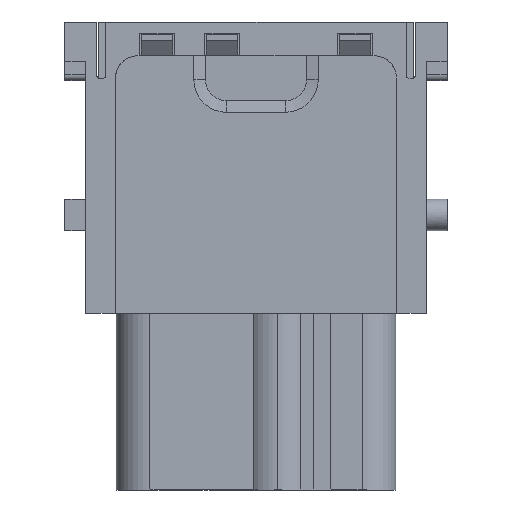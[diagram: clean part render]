
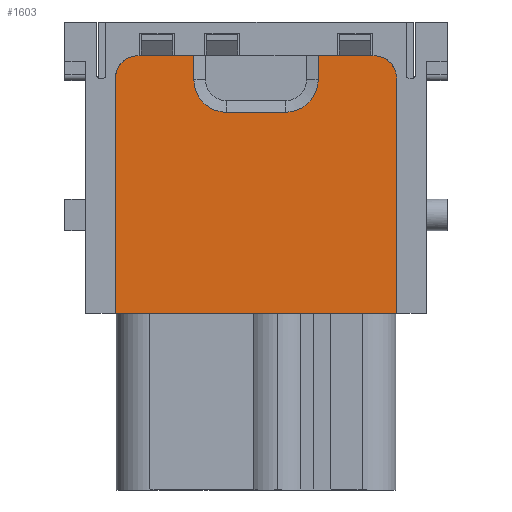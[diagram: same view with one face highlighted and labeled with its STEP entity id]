
A CAD part, left-side view. The second image highlights one B-rep face of the part: STEP entity #1603.
In plain terms, the highlighted planar face has unit normal (-1, 0, 0).
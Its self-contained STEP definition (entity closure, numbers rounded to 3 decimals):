
#1462=AXIS2_PLACEMENT_3D('Plane Axis2P3D',#1459,#1460,#1461) ;
#1466=AXIS2_PLACEMENT_3D('Circle Axis2P3D',#1464,#1465,$) ;
#1570=AXIS2_PLACEMENT_3D('Circle Axis2P3D',#1568,#1569,$) ;
#76=CARTESIAN_POINT('Line Origine',(0.02,17.,15.7)) ;
#80=CARTESIAN_POINT('Vertex',(0.02,4.5,15.7)) ;
#82=CARTESIAN_POINT('Vertex',(0.02,29.5,15.7)) ;
#1459=CARTESIAN_POINT('Axis2P3D Location',(0.02,17.,37.95)) ;
#1464=CARTESIAN_POINT('Axis2P3D Location',(0.02,6.5,36.6)) ;
#1468=CARTESIAN_POINT('Vertex',(0.02,6.5,38.6)) ;
#1470=CARTESIAN_POINT('Vertex',(0.02,4.5,36.6)) ;
#1473=CARTESIAN_POINT('Line Origine',(0.02,6.575,38.6)) ;
#1477=CARTESIAN_POINT('Vertex',(0.02,6.65,38.6)) ;
#1480=CARTESIAN_POINT('Line Origine',(0.02,8.2,38.6)) ;
#1484=CARTESIAN_POINT('Vertex',(0.02,9.75,38.6)) ;
#1487=CARTESIAN_POINT('Line Origine',(0.02,10.615,38.6)) ;
#1491=CARTESIAN_POINT('Vertex',(0.02,11.479,38.6)) ;
#1494=CARTESIAN_POINT('Line Origine',(0.02,11.479,37.533)) ;
#1498=CARTESIAN_POINT('Vertex',(0.02,11.479,36.466)) ;
#1502=CARTESIAN_POINT('Control Point',(0.02,14.366,33.579)) ;
#1503=CARTESIAN_POINT('Control Point',(0.02,14.033,33.579)) ;
#1504=CARTESIAN_POINT('Control Point',(0.02,13.7,33.627)) ;
#1505=CARTESIAN_POINT('Control Point',(0.02,13.376,33.723)) ;
#1506=CARTESIAN_POINT('Control Point',(0.02,12.766,34.006)) ;
#1507=CARTESIAN_POINT('Control Point',(0.02,12.26,34.449)) ;
#1508=CARTESIAN_POINT('Control Point',(0.02,12.041,34.706)) ;
#1509=CARTESIAN_POINT('Control Point',(0.02,11.733,35.197)) ;
#1510=CARTESIAN_POINT('Control Point',(0.02,11.555,35.746)) ;
#1511=CARTESIAN_POINT('Control Point',(0.02,11.504,35.984)) ;
#1512=CARTESIAN_POINT('Control Point',(0.02,11.479,36.225)) ;
#1513=CARTESIAN_POINT('Control Point',(0.02,11.479,36.466)) ;
#1514=CARTESIAN_POINT('Vertex',(0.02,14.366,33.579)) ;
#1517=CARTESIAN_POINT('Line Origine',(0.02,17.,33.579)) ;
#1521=CARTESIAN_POINT('Vertex',(0.02,19.634,33.579)) ;
#1525=CARTESIAN_POINT('Control Point',(0.02,22.521,36.466)) ;
#1526=CARTESIAN_POINT('Control Point',(0.02,22.521,36.133)) ;
#1527=CARTESIAN_POINT('Control Point',(0.02,22.473,35.8)) ;
#1528=CARTESIAN_POINT('Control Point',(0.02,22.377,35.476)) ;
#1529=CARTESIAN_POINT('Control Point',(0.02,22.094,34.866)) ;
#1530=CARTESIAN_POINT('Control Point',(0.02,21.651,34.36)) ;
#1531=CARTESIAN_POINT('Control Point',(0.02,21.394,34.141)) ;
#1532=CARTESIAN_POINT('Control Point',(0.02,20.903,33.833)) ;
#1533=CARTESIAN_POINT('Control Point',(0.02,20.354,33.655)) ;
#1534=CARTESIAN_POINT('Control Point',(0.02,20.116,33.604)) ;
#1535=CARTESIAN_POINT('Control Point',(0.02,19.875,33.579)) ;
#1536=CARTESIAN_POINT('Control Point',(0.02,19.634,33.579)) ;
#1537=CARTESIAN_POINT('Vertex',(0.02,22.521,36.466)) ;
#1540=CARTESIAN_POINT('Line Origine',(0.02,22.521,37.533)) ;
#1544=CARTESIAN_POINT('Vertex',(0.02,22.521,38.6)) ;
#1547=CARTESIAN_POINT('Line Origine',(0.02,23.385,38.6)) ;
#1551=CARTESIAN_POINT('Vertex',(0.02,24.25,38.6)) ;
#1554=CARTESIAN_POINT('Line Origine',(0.02,25.8,38.6)) ;
#1558=CARTESIAN_POINT('Vertex',(0.02,27.35,38.6)) ;
#1561=CARTESIAN_POINT('Line Origine',(0.02,27.425,38.6)) ;
#1565=CARTESIAN_POINT('Vertex',(0.02,27.5,38.6)) ;
#1568=CARTESIAN_POINT('Axis2P3D Location',(0.02,27.5,36.6)) ;
#1572=CARTESIAN_POINT('Vertex',(0.02,29.5,36.6)) ;
#1575=CARTESIAN_POINT('Line Origine',(0.02,29.5,26.15)) ;
#1580=CARTESIAN_POINT('Line Origine',(0.02,4.5,26.15)) ;
#77=DIRECTION('Vector Direction',(0.,1.,0.)) ;
#1460=DIRECTION('Axis2P3D Direction',(1.,0.,0.)) ;
#1461=DIRECTION('Axis2P3D XDirection',(0.,0.,1.)) ;
#1465=DIRECTION('Axis2P3D Direction',(1.,0.,0.)) ;
#1474=DIRECTION('Vector Direction',(0.,-1.,0.)) ;
#1481=DIRECTION('Vector Direction',(0.,-1.,0.)) ;
#1488=DIRECTION('Vector Direction',(0.,-1.,0.)) ;
#1495=DIRECTION('Vector Direction',(0.,0.,1.)) ;
#1518=DIRECTION('Vector Direction',(0.,-1.,0.)) ;
#1541=DIRECTION('Vector Direction',(0.,0.,-1.)) ;
#1548=DIRECTION('Vector Direction',(0.,-1.,0.)) ;
#1555=DIRECTION('Vector Direction',(0.,-1.,0.)) ;
#1562=DIRECTION('Vector Direction',(0.,-1.,0.)) ;
#1569=DIRECTION('Axis2P3D Direction',(1.,0.,0.)) ;
#1576=DIRECTION('Vector Direction',(0.,0.,1.)) ;
#1581=DIRECTION('Vector Direction',(0.,0.,-1.)) ;
#78=VECTOR('Line Direction',#77,1.) ;
#1475=VECTOR('Line Direction',#1474,1.) ;
#1482=VECTOR('Line Direction',#1481,1.) ;
#1489=VECTOR('Line Direction',#1488,1.) ;
#1496=VECTOR('Line Direction',#1495,1.) ;
#1519=VECTOR('Line Direction',#1518,1.) ;
#1542=VECTOR('Line Direction',#1541,1.) ;
#1549=VECTOR('Line Direction',#1548,1.) ;
#1556=VECTOR('Line Direction',#1555,1.) ;
#1563=VECTOR('Line Direction',#1562,1.) ;
#1577=VECTOR('Line Direction',#1576,1.) ;
#1582=VECTOR('Line Direction',#1581,1.) ;
#1586=ORIENTED_EDGE('',*,*,#1472,.F.) ;
#1587=ORIENTED_EDGE('',*,*,#1479,.F.) ;
#1588=ORIENTED_EDGE('',*,*,#1486,.F.) ;
#1589=ORIENTED_EDGE('',*,*,#1493,.F.) ;
#1590=ORIENTED_EDGE('',*,*,#1500,.F.) ;
#1591=ORIENTED_EDGE('',*,*,#1516,.F.) ;
#1592=ORIENTED_EDGE('',*,*,#1523,.F.) ;
#1593=ORIENTED_EDGE('',*,*,#1539,.F.) ;
#1594=ORIENTED_EDGE('',*,*,#1546,.F.) ;
#1595=ORIENTED_EDGE('',*,*,#1553,.F.) ;
#1596=ORIENTED_EDGE('',*,*,#1560,.F.) ;
#1597=ORIENTED_EDGE('',*,*,#1567,.F.) ;
#1598=ORIENTED_EDGE('',*,*,#1574,.F.) ;
#1599=ORIENTED_EDGE('',*,*,#1579,.F.) ;
#1600=ORIENTED_EDGE('',*,*,#84,.F.) ;
#1601=ORIENTED_EDGE('',*,*,#1584,.F.) ;
#1603=ADVANCED_FACE('K\X2\00F6\X0\rper.3',(#1602),#1463,.F.) ;
#1501=B_SPLINE_CURVE_WITH_KNOTS('',5,(#1502,#1503,#1504,#1505,#1506,#1507,#1508,#1509,#1510,#1511,#1512,#1513),.UNSPECIFIED.,.F.,.U.,(6,3,3,6),(0.,2.361,4.722,6.431),.UNSPECIFIED.) ;
#1524=B_SPLINE_CURVE_WITH_KNOTS('',5,(#1525,#1526,#1527,#1528,#1529,#1530,#1531,#1532,#1533,#1534,#1535,#1536),.UNSPECIFIED.,.F.,.U.,(6,3,3,6),(0.,2.361,4.722,6.431),.UNSPECIFIED.) ;
#1467=CIRCLE('generated circle',#1466,2.) ;
#1571=CIRCLE('generated circle',#1570,2.) ;
#84=EDGE_CURVE('',#81,#83,#79,.T.) ;
#1472=EDGE_CURVE('',#1469,#1471,#1467,.T.) ;
#1479=EDGE_CURVE('',#1478,#1469,#1476,.T.) ;
#1486=EDGE_CURVE('',#1485,#1478,#1483,.T.) ;
#1493=EDGE_CURVE('',#1492,#1485,#1490,.T.) ;
#1500=EDGE_CURVE('',#1499,#1492,#1497,.T.) ;
#1516=EDGE_CURVE('',#1515,#1499,#1501,.T.) ;
#1523=EDGE_CURVE('',#1522,#1515,#1520,.T.) ;
#1539=EDGE_CURVE('',#1538,#1522,#1524,.T.) ;
#1546=EDGE_CURVE('',#1545,#1538,#1543,.T.) ;
#1553=EDGE_CURVE('',#1552,#1545,#1550,.T.) ;
#1560=EDGE_CURVE('',#1559,#1552,#1557,.T.) ;
#1567=EDGE_CURVE('',#1566,#1559,#1564,.T.) ;
#1574=EDGE_CURVE('',#1573,#1566,#1571,.T.) ;
#1579=EDGE_CURVE('',#83,#1573,#1578,.T.) ;
#1584=EDGE_CURVE('',#1471,#81,#1583,.T.) ;
#1585=EDGE_LOOP('',(#1586,#1587,#1588,#1589,#1590,#1591,#1592,#1593,#1594,#1595,#1596,#1597,#1598,#1599,#1600,#1601)) ;
#1602=FACE_OUTER_BOUND('',#1585,.T.) ;
#79=LINE('Line',#76,#78) ;
#1476=LINE('Line',#1473,#1475) ;
#1483=LINE('Line',#1480,#1482) ;
#1490=LINE('Line',#1487,#1489) ;
#1497=LINE('Line',#1494,#1496) ;
#1520=LINE('Line',#1517,#1519) ;
#1543=LINE('Line',#1540,#1542) ;
#1550=LINE('Line',#1547,#1549) ;
#1557=LINE('Line',#1554,#1556) ;
#1564=LINE('Line',#1561,#1563) ;
#1578=LINE('Line',#1575,#1577) ;
#1583=LINE('Line',#1580,#1582) ;
#1463=PLANE('',#1462) ;
#81=VERTEX_POINT('',#80) ;
#83=VERTEX_POINT('',#82) ;
#1469=VERTEX_POINT('',#1468) ;
#1471=VERTEX_POINT('',#1470) ;
#1478=VERTEX_POINT('',#1477) ;
#1485=VERTEX_POINT('',#1484) ;
#1492=VERTEX_POINT('',#1491) ;
#1499=VERTEX_POINT('',#1498) ;
#1515=VERTEX_POINT('',#1514) ;
#1522=VERTEX_POINT('',#1521) ;
#1538=VERTEX_POINT('',#1537) ;
#1545=VERTEX_POINT('',#1544) ;
#1552=VERTEX_POINT('',#1551) ;
#1559=VERTEX_POINT('',#1558) ;
#1566=VERTEX_POINT('',#1565) ;
#1573=VERTEX_POINT('',#1572) ;
